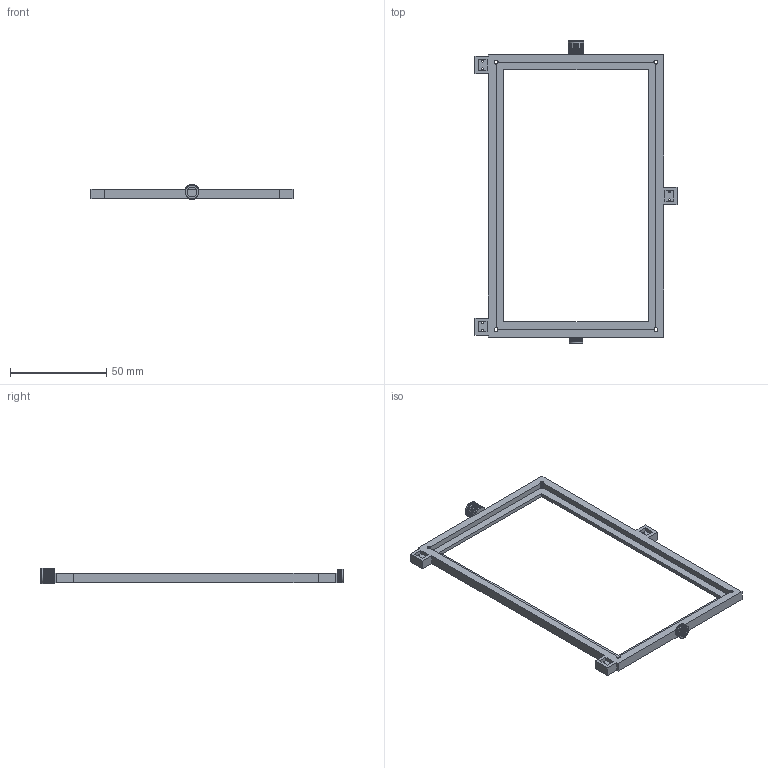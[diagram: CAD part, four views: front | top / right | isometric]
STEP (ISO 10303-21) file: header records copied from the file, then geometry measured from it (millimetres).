
FILE_DESCRIPTION(('STEP AP242'), '1');
FILE_NAME('ðàìêà_3', '', ('UNSPECIFIED'), ('UNSPECIFIED'), 'C3D Converter', 'C3D Toolkit', '');
FILE_SCHEMA(('AP242_MANAGED_MODEL_BASED_3D_ENGINEERING_MIM_LF { 1 0 10303 442 1 1 4 }'));
Length unit declared in the file: millimetre
Bounding box: 105 x 157 x 8 mm (x, y, z)
Volume: 13755.4 mm3; surface area: 12780.8 mm2
Topology: 1 solids, 1 shells, 579 faces, 1669 edges, 1092 vertices
Faces by surface type: plane 579
Entity records: 23858 total; most frequent: CARTESIAN_POINT 3659, ORIENTED_EDGE 3338, DIRECTION 2829, EDGE_CURVE 1669, LINE 1669, VECTOR 1669, VERTEX_POINT 1410, FACE_BOUND 603
